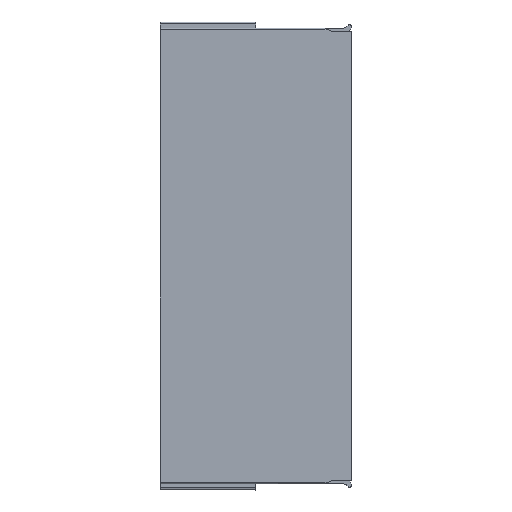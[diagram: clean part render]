
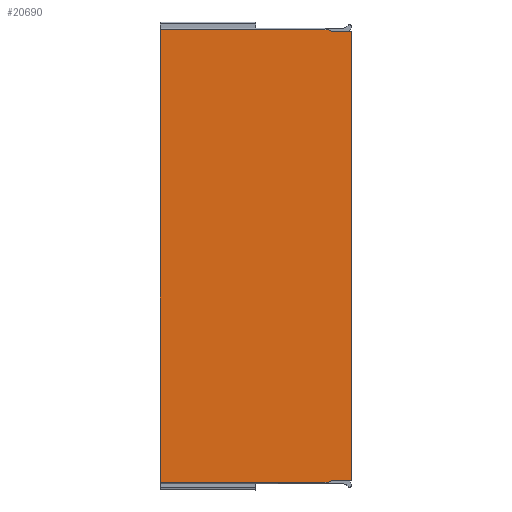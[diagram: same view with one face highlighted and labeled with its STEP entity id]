
A CAD part, top view. The second image highlights one B-rep face of the part: STEP entity #20690.
In plain terms, the highlighted planar face has unit normal (0, 0, 1).
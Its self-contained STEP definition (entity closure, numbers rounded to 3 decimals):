
#1727=DIRECTION('',(0.,1.,0.));
#1728=VECTOR('',#1727,68.58);
#1729=CARTESIAN_POINT('',(14.625,1.4,7.145));
#1730=LINE('',#1729,#1728);
#5932=CARTESIAN_POINT('',(-14.625,70.228,7.143));
#5940=CARTESIAN_POINT('',(-14.625,1.152,7.143));
#6670=DIRECTION('',(-0.907,0.421,-0.004));
#6671=VECTOR('',#6670,0.594);
#6672=CARTESIAN_POINT('',(11.525,69.98,7.145));
#6673=LINE('',#6672,#6671);
#6674=DIRECTION('',(-1.,0.,0.));
#6675=VECTOR('',#6674,3.1);
#6676=CARTESIAN_POINT('',(14.625,69.98,7.145));
#6677=LINE('',#6676,#6675);
#6678=DIRECTION('',(-1.,0.,0.));
#6679=VECTOR('',#6678,3.1);
#6680=CARTESIAN_POINT('',(14.625,1.4,7.145));
#6681=LINE('',#6680,#6679);
#6682=DIRECTION('',(-0.907,-0.421,-0.004));
#6683=VECTOR('',#6682,0.594);
#6684=CARTESIAN_POINT('',(11.525,1.4,7.145));
#6685=LINE('',#6684,#6683);
#6686=DIRECTION('',(1.,0.,0.));
#6687=VECTOR('',#6686,25.611);
#6688=CARTESIAN_POINT('',(-14.625,1.152,7.143));
#6689=LINE('',#6688,#6687);
#6690=DIRECTION('',(0.,1.,0.));
#6691=VECTOR('',#6690,69.076);
#6692=CARTESIAN_POINT('',(-14.625,1.152,7.143));
#6693=LINE('',#6692,#6691);
#6694=DIRECTION('',(-1.,0.,0.));
#6695=VECTOR('',#6694,25.611);
#6696=CARTESIAN_POINT('',(10.986,70.23,7.143));
#6697=LINE('',#6696,#6695);
#9405=CARTESIAN_POINT('',(14.625,1.4,7.145));
#9406=CARTESIAN_POINT('',(11.525,1.4,7.145));
#9407=VERTEX_POINT('',#9405);
#9408=VERTEX_POINT('',#9406);
#9443=VERTEX_POINT('',#5940);
#9452=CARTESIAN_POINT('',(10.986,1.15,7.143));
#9453=VERTEX_POINT('',#9452);
#9907=VERTEX_POINT('',#5932);
#10055=CARTESIAN_POINT('',(11.525,69.98,7.145));
#10057=VERTEX_POINT('',#10055);
#10117=CARTESIAN_POINT('',(10.986,70.23,7.143));
#10118=VERTEX_POINT('',#10117);
#10119=CARTESIAN_POINT('',(14.625,69.98,7.145));
#10120=VERTEX_POINT('',#10119);
#20672=CARTESIAN_POINT('',(-14.625,0.,7.145));
#20673=DIRECTION('',(0.,0.,1.));
#20674=DIRECTION('',(1.,0.,0.));
#20675=AXIS2_PLACEMENT_3D('',#20672,#20673,#20674);
#20676=PLANE('',#20675);
#20677=ORIENTED_EDGE('',*,*,#19606,.F.);
#20678=ORIENTED_EDGE('',*,*,#20667,.F.);
#20679=ORIENTED_EDGE('',*,*,#12126,.F.);
#20681=ORIENTED_EDGE('',*,*,#20680,.T.);
#20683=ORIENTED_EDGE('',*,*,#20682,.T.);
#20685=ORIENTED_EDGE('',*,*,#20684,.F.);
#20686=ORIENTED_EDGE('',*,*,#19555,.T.);
#20687=ORIENTED_EDGE('',*,*,#19589,.F.);
#20688=EDGE_LOOP('',(#20677,#20678,#20679,#20681,#20683,#20685,#20686,#20687));
#20689=FACE_OUTER_BOUND('',#20688,.F.);
#20690=ADVANCED_FACE('',(#20689),#20676,.T.);
#12126=EDGE_CURVE('',#9407,#10120,#1730,.T.);
#19555=EDGE_CURVE('',#9443,#9907,#6693,.T.);
#19589=EDGE_CURVE('',#10118,#9907,#6697,.T.);
#19606=EDGE_CURVE('',#10057,#10118,#6673,.T.);
#20667=EDGE_CURVE('',#10120,#10057,#6677,.T.);
#20680=EDGE_CURVE('',#9407,#9408,#6681,.T.);
#20682=EDGE_CURVE('',#9408,#9453,#6685,.T.);
#20684=EDGE_CURVE('',#9443,#9453,#6689,.T.);
